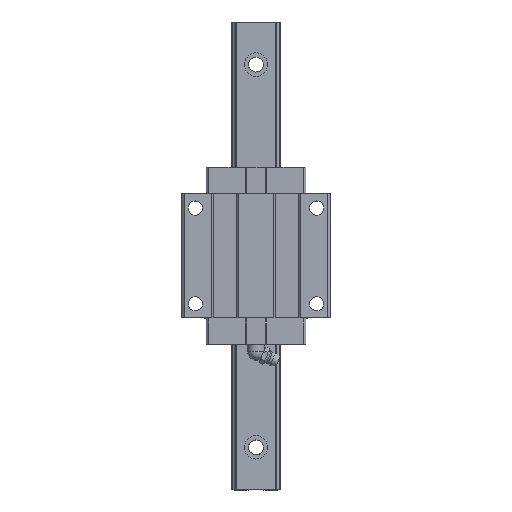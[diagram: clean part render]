
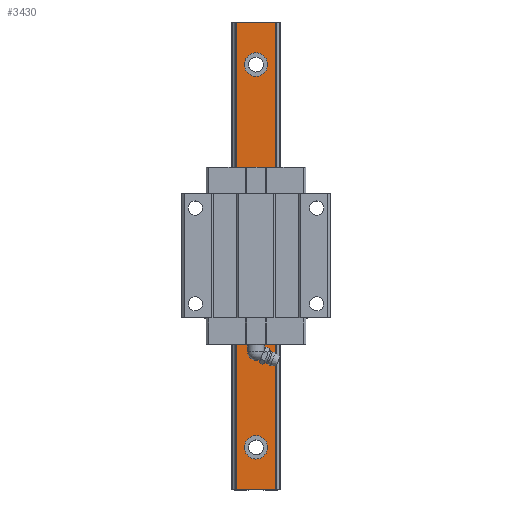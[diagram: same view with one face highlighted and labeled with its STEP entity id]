
A CAD part, top view. The second image highlights one B-rep face of the part: STEP entity #3430.
In plain terms, the highlighted planar face has unit normal (0, 0, 1).
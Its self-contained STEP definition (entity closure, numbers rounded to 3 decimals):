
#186=CIRCLE('',#4435,5.5);
#191=CIRCLE('',#4446,5.5);
#196=CIRCLE('',#4457,5.5);
#214=CIRCLE('',#4499,5.5);
#462=ORIENTED_EDGE('',*,*,#1342,.T.);
#463=ORIENTED_EDGE('',*,*,#1351,.T.);
#464=ORIENTED_EDGE('',*,*,#1360,.T.);
#465=ORIENTED_EDGE('',*,*,#1427,.T.);
#466=ORIENTED_EDGE('',*,*,#1428,.T.);
#467=ORIENTED_EDGE('',*,*,#1429,.F.);
#468=ORIENTED_EDGE('',*,*,#1430,.F.);
#469=ORIENTED_EDGE('',*,*,#1425,.T.);
#1342=EDGE_CURVE('',#1846,#1846,#186,.T.);
#1351=EDGE_CURVE('',#1853,#1853,#191,.T.);
#1360=EDGE_CURVE('',#1860,#1860,#196,.T.);
#1425=EDGE_CURVE('',#1904,#1903,#2238,.T.);
#1427=EDGE_CURVE('',#1905,#1905,#214,.T.);
#1428=EDGE_CURVE('',#1903,#1906,#2239,.T.);
#1429=EDGE_CURVE('',#1907,#1906,#2240,.T.);
#1430=EDGE_CURVE('',#1904,#1907,#2241,.T.);
#1846=VERTEX_POINT('',#5840);
#1853=VERTEX_POINT('',#5860);
#1860=VERTEX_POINT('',#5880);
#1903=VERTEX_POINT('',#6008);
#1904=VERTEX_POINT('',#6010);
#1905=VERTEX_POINT('',#6014);
#1906=VERTEX_POINT('',#6016);
#1907=VERTEX_POINT('',#6018);
#2238=LINE('',#6009,#2540);
#2239=LINE('',#6015,#2541);
#2240=LINE('',#6017,#2542);
#2241=LINE('',#6019,#2543);
#2540=VECTOR('',#4987,1000.);
#2541=VECTOR('',#4994,1000.);
#2542=VECTOR('',#4995,1000.);
#2543=VECTOR('',#4996,1000.);
#2832=EDGE_LOOP('',(#462));
#2833=EDGE_LOOP('',(#463));
#2834=EDGE_LOOP('',(#464));
#2835=EDGE_LOOP('',(#465));
#2836=EDGE_LOOP('',(#466,#467,#468,#469));
#3079=FACE_BOUND('',#2832,.T.);
#3080=FACE_BOUND('',#2833,.T.);
#3081=FACE_BOUND('',#2834,.T.);
#3082=FACE_BOUND('',#2835,.T.);
#3083=FACE_BOUND('',#2836,.T.);
#3303=PLANE('',#4498);
#3430=ADVANCED_FACE('',(#3079,#3080,#3081,#3082,#3083),#3303,.F.);
#4435=AXIS2_PLACEMENT_3D('',#5839,#4813,#4814);
#4446=AXIS2_PLACEMENT_3D('',#5859,#4837,#4838);
#4457=AXIS2_PLACEMENT_3D('',#5879,#4861,#4862);
#4498=AXIS2_PLACEMENT_3D('',#6012,#4990,#4991);
#4499=AXIS2_PLACEMENT_3D('',#6013,#4992,#4993);
#4813=DIRECTION('',(0.,0.,-1.));
#4814=DIRECTION('',(0.,-1.,0.));
#4837=DIRECTION('',(0.,0.,-1.));
#4838=DIRECTION('',(0.,-1.,0.));
#4861=DIRECTION('',(0.,0.,-1.));
#4862=DIRECTION('',(0.,-1.,0.));
#4987=DIRECTION('',(0.,1.,0.));
#4990=DIRECTION('',(0.,0.,-1.));
#4991=DIRECTION('',(-1.,0.,0.));
#4992=DIRECTION('',(0.,0.,-1.));
#4993=DIRECTION('',(0.,-1.,0.));
#4994=DIRECTION('',(-1.,0.,0.));
#4995=DIRECTION('',(0.,1.,0.));
#4996=DIRECTION('',(-1.,0.,0.));
#5839=CARTESIAN_POINT('',(0.,-90.,20.));
#5840=CARTESIAN_POINT('',(0.,-95.5,20.));
#5859=CARTESIAN_POINT('',(0.,-30.,20.));
#5860=CARTESIAN_POINT('',(0.,-35.5,20.));
#5879=CARTESIAN_POINT('',(0.,30.,20.));
#5880=CARTESIAN_POINT('',(0.,24.5,20.));
#6008=CARTESIAN_POINT('',(9.286,110.,20.));
#6009=CARTESIAN_POINT('',(9.286,-110.,20.));
#6010=CARTESIAN_POINT('',(9.286,-110.,20.));
#6012=CARTESIAN_POINT('',(9.286,-110.,20.));
#6013=CARTESIAN_POINT('',(0.,90.,20.));
#6014=CARTESIAN_POINT('',(0.,84.5,20.));
#6015=CARTESIAN_POINT('',(9.286,110.,20.));
#6016=CARTESIAN_POINT('',(-9.286,110.,20.));
#6017=CARTESIAN_POINT('',(-9.286,-110.,20.));
#6018=CARTESIAN_POINT('',(-9.286,-110.,20.));
#6019=CARTESIAN_POINT('',(9.286,-110.,20.));
